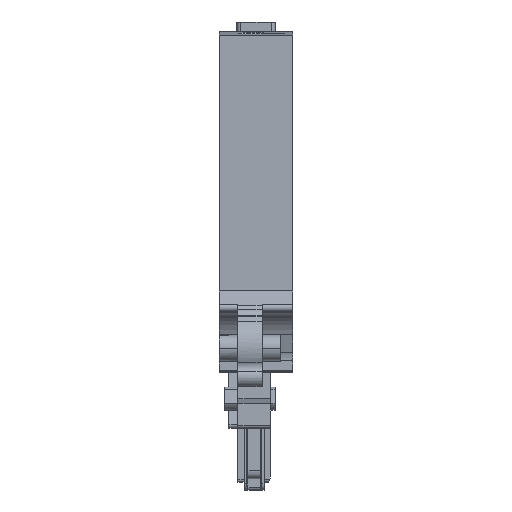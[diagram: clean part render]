
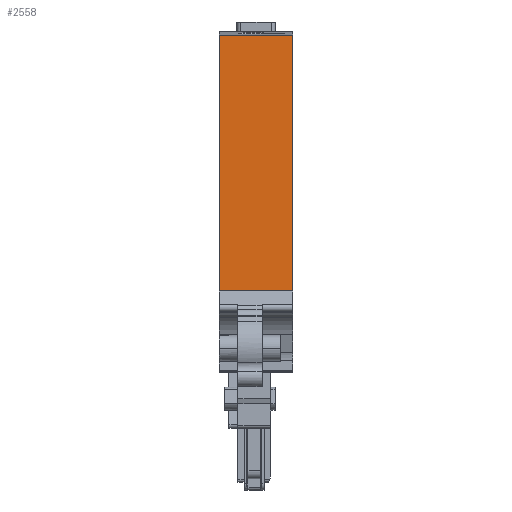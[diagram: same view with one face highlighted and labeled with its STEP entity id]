
A CAD part, front view. The second image highlights one B-rep face of the part: STEP entity #2558.
In plain terms, the highlighted planar face has unit normal (0, -1, 0).
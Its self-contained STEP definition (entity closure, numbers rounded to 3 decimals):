
#2545=AXIS2_PLACEMENT_3D('Plane Axis2P3D',#2542,#2543,#2544) ;
#789=CARTESIAN_POINT('Vertex',(0.,4.7,16.144)) ;
#792=CARTESIAN_POINT('Line Origine',(0.,4.7,26.52)) ;
#796=CARTESIAN_POINT('Vertex',(0.,4.7,36.896)) ;
#1173=CARTESIAN_POINT('Vertex',(6.,4.7,36.896)) ;
#1176=CARTESIAN_POINT('Line Origine',(6.,4.7,26.52)) ;
#1180=CARTESIAN_POINT('Vertex',(6.,4.7,16.144)) ;
#2526=CARTESIAN_POINT('Line Origine',(3.,4.7,16.144)) ;
#2542=CARTESIAN_POINT('Axis2P3D Location',(2.85,4.7,17.65)) ;
#2547=CARTESIAN_POINT('Line Origine',(3.,4.7,36.896)) ;
#793=DIRECTION('Vector Direction',(0.,0.,-1.)) ;
#1177=DIRECTION('Vector Direction',(0.,0.,-1.)) ;
#2527=DIRECTION('Vector Direction',(1.,0.,0.)) ;
#2543=DIRECTION('Axis2P3D Direction',(0.,1.,0.)) ;
#2544=DIRECTION('Axis2P3D XDirection',(0.,0.,1.)) ;
#2548=DIRECTION('Vector Direction',(1.,0.,0.)) ;
#794=VECTOR('Line Direction',#793,1.) ;
#1178=VECTOR('Line Direction',#1177,1.) ;
#2528=VECTOR('Line Direction',#2527,1.) ;
#2549=VECTOR('Line Direction',#2548,1.) ;
#2553=ORIENTED_EDGE('',*,*,#1182,.T.) ;
#2554=ORIENTED_EDGE('',*,*,#2551,.T.) ;
#2555=ORIENTED_EDGE('',*,*,#798,.T.) ;
#2556=ORIENTED_EDGE('',*,*,#2530,.F.) ;
#2558=ADVANCED_FACE('FSPG',(#2557),#2546,.F.) ;
#798=EDGE_CURVE('',#797,#790,#795,.T.) ;
#1182=EDGE_CURVE('',#1181,#1174,#1179,.F.) ;
#2530=EDGE_CURVE('',#1181,#790,#2529,.F.) ;
#2551=EDGE_CURVE('',#1174,#797,#2550,.F.) ;
#2552=EDGE_LOOP('',(#2553,#2554,#2555,#2556)) ;
#2557=FACE_OUTER_BOUND('',#2552,.T.) ;
#795=LINE('Line',#792,#794) ;
#1179=LINE('Line',#1176,#1178) ;
#2529=LINE('Line',#2526,#2528) ;
#2550=LINE('Line',#2547,#2549) ;
#2546=PLANE('',#2545) ;
#790=VERTEX_POINT('',#789) ;
#797=VERTEX_POINT('',#796) ;
#1174=VERTEX_POINT('',#1173) ;
#1181=VERTEX_POINT('',#1180) ;
